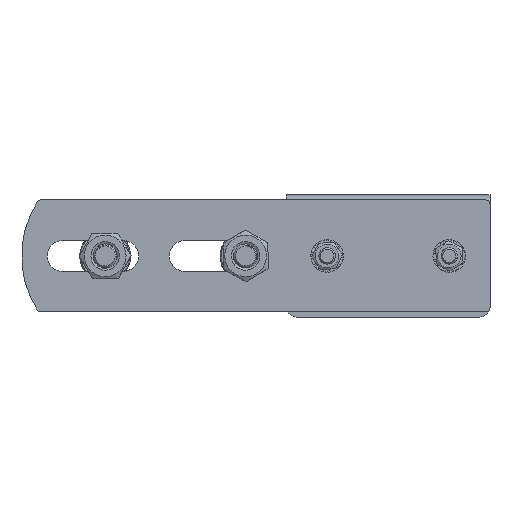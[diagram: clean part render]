
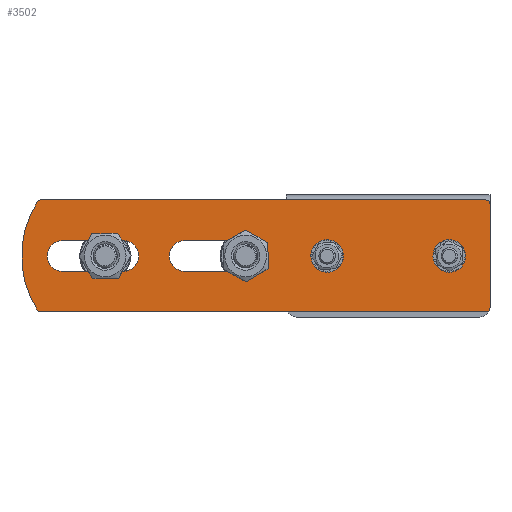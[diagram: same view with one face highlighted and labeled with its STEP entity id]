
A CAD part, top view. The second image highlights one B-rep face of the part: STEP entity #3502.
In plain terms, the highlighted planar face has unit normal (0, 0, 1).
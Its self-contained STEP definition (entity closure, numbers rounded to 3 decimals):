
#273=FACE_BOUND('',#610,.T.);
#274=FACE_BOUND('',#611,.T.);
#275=FACE_BOUND('',#612,.T.);
#276=FACE_BOUND('',#613,.T.);
#310=PLANE('',#4032);
#403=FACE_OUTER_BOUND('',#609,.T.);
#609=EDGE_LOOP('',(#2408,#2409,#2410,#2411,#2412,#2413,#2414,#2415));
#610=EDGE_LOOP('',(#2416,#2417,#2418,#2419));
#611=EDGE_LOOP('',(#2420));
#612=EDGE_LOOP('',(#2421));
#613=EDGE_LOOP('',(#2422,#2423,#2424,#2425));
#844=LINE('',#5607,#1073);
#853=LINE('',#5648,#1082);
#855=LINE('',#5656,#1084);
#856=LINE('',#5659,#1085);
#857=LINE('',#5663,#1086);
#858=LINE('',#5673,#1087);
#859=LINE('',#5676,#1088);
#1073=VECTOR('',#4478,10.);
#1082=VECTOR('',#4515,10.);
#1084=VECTOR('',#4525,10.);
#1085=VECTOR('',#4526,10.);
#1086=VECTOR('',#4529,10.);
#1087=VECTOR('',#4538,10.);
#1088=VECTOR('',#4541,10.);
#1298=CIRCLE('',#4015,2.);
#1310=CIRCLE('',#4030,2.);
#1311=CIRCLE('',#4033,2.);
#1312=CIRCLE('',#4034,50.);
#1313=CIRCLE('',#4035,2.);
#1314=CIRCLE('',#4036,7.5);
#1315=CIRCLE('',#4037,7.5);
#1316=CIRCLE('',#4038,6.);
#1317=CIRCLE('',#4039,6.);
#1318=CIRCLE('',#4040,7.5);
#1319=CIRCLE('',#4041,7.5);
#1508=VERTEX_POINT('',#5594);
#1509=VERTEX_POINT('',#5595);
#1513=VERTEX_POINT('',#5605);
#1529=VERTEX_POINT('',#5641);
#1530=VERTEX_POINT('',#5642);
#1531=VERTEX_POINT('',#5647);
#1532=VERTEX_POINT('',#5651);
#1533=VERTEX_POINT('',#5653);
#1534=VERTEX_POINT('',#5657);
#1535=VERTEX_POINT('',#5658);
#1536=VERTEX_POINT('',#5660);
#1537=VERTEX_POINT('',#5662);
#1538=VERTEX_POINT('',#5665);
#1539=VERTEX_POINT('',#5667);
#1540=VERTEX_POINT('',#5669);
#1541=VERTEX_POINT('',#5670);
#1542=VERTEX_POINT('',#5672);
#1543=VERTEX_POINT('',#5674);
#1855=EDGE_CURVE('',#1508,#1509,#1298,.T.);
#1861=EDGE_CURVE('',#1513,#1508,#844,.T.);
#1878=EDGE_CURVE('',#1529,#1530,#1310,.T.);
#1881=EDGE_CURVE('',#1530,#1531,#853,.T.);
#1883=EDGE_CURVE('',#1532,#1513,#1311,.T.);
#1884=EDGE_CURVE('',#1532,#1533,#1312,.T.);
#1885=EDGE_CURVE('',#1531,#1533,#1313,.T.);
#1886=EDGE_CURVE('',#1509,#1529,#855,.T.);
#1887=EDGE_CURVE('',#1534,#1535,#856,.T.);
#1888=EDGE_CURVE('',#1535,#1536,#1314,.T.);
#1889=EDGE_CURVE('',#1536,#1537,#857,.T.);
#1890=EDGE_CURVE('',#1537,#1534,#1315,.T.);
#1891=EDGE_CURVE('',#1538,#1538,#1316,.T.);
#1892=EDGE_CURVE('',#1539,#1539,#1317,.T.);
#1893=EDGE_CURVE('',#1540,#1541,#1318,.T.);
#1894=EDGE_CURVE('',#1541,#1542,#858,.T.);
#1895=EDGE_CURVE('',#1542,#1543,#1319,.T.);
#1896=EDGE_CURVE('',#1543,#1540,#859,.T.);
#2408=ORIENTED_EDGE('',*,*,#1855,.F.);
#2409=ORIENTED_EDGE('',*,*,#1861,.F.);
#2410=ORIENTED_EDGE('',*,*,#1883,.F.);
#2411=ORIENTED_EDGE('',*,*,#1884,.T.);
#2412=ORIENTED_EDGE('',*,*,#1885,.F.);
#2413=ORIENTED_EDGE('',*,*,#1881,.F.);
#2414=ORIENTED_EDGE('',*,*,#1878,.F.);
#2415=ORIENTED_EDGE('',*,*,#1886,.F.);
#2416=ORIENTED_EDGE('',*,*,#1887,.T.);
#2417=ORIENTED_EDGE('',*,*,#1888,.T.);
#2418=ORIENTED_EDGE('',*,*,#1889,.T.);
#2419=ORIENTED_EDGE('',*,*,#1890,.T.);
#2420=ORIENTED_EDGE('',*,*,#1891,.T.);
#2421=ORIENTED_EDGE('',*,*,#1892,.T.);
#2422=ORIENTED_EDGE('',*,*,#1893,.T.);
#2423=ORIENTED_EDGE('',*,*,#1894,.T.);
#2424=ORIENTED_EDGE('',*,*,#1895,.T.);
#2425=ORIENTED_EDGE('',*,*,#1896,.T.);
#3502=ADVANCED_FACE('',(#403,#273,#274,#275,#276),#310,.T.);
#4015=AXIS2_PLACEMENT_3D('',#5596,#4468,#4469);
#4030=AXIS2_PLACEMENT_3D('',#5643,#4509,#4510);
#4032=AXIS2_PLACEMENT_3D('',#5650,#4517,#4518);
#4033=AXIS2_PLACEMENT_3D('',#5652,#4519,#4520);
#4034=AXIS2_PLACEMENT_3D('',#5654,#4521,#4522);
#4035=AXIS2_PLACEMENT_3D('',#5655,#4523,#4524);
#4036=AXIS2_PLACEMENT_3D('',#5661,#4527,#4528);
#4037=AXIS2_PLACEMENT_3D('',#5664,#4530,#4531);
#4038=AXIS2_PLACEMENT_3D('',#5666,#4532,#4533);
#4039=AXIS2_PLACEMENT_3D('',#5668,#4534,#4535);
#4040=AXIS2_PLACEMENT_3D('',#5671,#4536,#4537);
#4041=AXIS2_PLACEMENT_3D('',#5675,#4539,#4540);
#4468=DIRECTION('center_axis',(0.,0.,-1.));
#4469=DIRECTION('ref_axis',(0.707,0.707,0.));
#4478=DIRECTION('',(1.,0.,0.));
#4509=DIRECTION('center_axis',(0.,0.,-1.));
#4510=DIRECTION('ref_axis',(0.707,-0.707,0.));
#4515=DIRECTION('',(-1.,0.,0.));
#4517=DIRECTION('center_axis',(0.,0.,1.));
#4518=DIRECTION('ref_axis',(1.,0.,0.));
#4519=DIRECTION('center_axis',(0.,0.,-1.));
#4520=DIRECTION('ref_axis',(-0.484,0.875,0.));
#4521=DIRECTION('center_axis',(0.,0.,1.));
#4522=DIRECTION('ref_axis',(-0.835,0.55,0.));
#4523=DIRECTION('center_axis',(0.,0.,-1.));
#4524=DIRECTION('ref_axis',(-0.484,-0.875,0.));
#4525=DIRECTION('',(0.,-1.,0.));
#4526=DIRECTION('',(-1.,0.,0.));
#4527=DIRECTION('center_axis',(0.,0.,-1.));
#4528=DIRECTION('ref_axis',(1.,0.,0.));
#4529=DIRECTION('',(1.,0.,0.));
#4530=DIRECTION('center_axis',(0.,0.,-1.));
#4531=DIRECTION('ref_axis',(1.,0.,0.));
#4532=DIRECTION('center_axis',(0.,0.,-1.));
#4533=DIRECTION('ref_axis',(-1.,0.,0.));
#4534=DIRECTION('center_axis',(0.,0.,-1.));
#4535=DIRECTION('ref_axis',(-1.,0.,0.));
#4536=DIRECTION('center_axis',(0.,0.,-1.));
#4537=DIRECTION('ref_axis',(1.,0.,0.));
#4538=DIRECTION('',(-1.,0.,0.));
#4539=DIRECTION('center_axis',(0.,0.,-1.));
#4540=DIRECTION('ref_axis',(1.,0.,0.));
#4541=DIRECTION('',(1.,0.,0.));
#5594=CARTESIAN_POINT('',(228.,55.,4.));
#5595=CARTESIAN_POINT('',(230.,53.,4.));
#5596=CARTESIAN_POINT('Origin',(228.,53.,4.));
#5605=CARTESIAN_POINT('',(9.334,55.,4.));
#5607=CARTESIAN_POINT('',(230.,55.,4.));
#5641=CARTESIAN_POINT('',(230.,2.,4.));
#5642=CARTESIAN_POINT('',(228.,0.,4.));
#5643=CARTESIAN_POINT('Origin',(228.,2.,4.));
#5647=CARTESIAN_POINT('',(9.334,0.,4.));
#5648=CARTESIAN_POINT('',(0.,0.,4.));
#5650=CARTESIAN_POINT('Origin',(180.,27.5,4.));
#5651=CARTESIAN_POINT('',(7.639,54.063,4.));
#5652=CARTESIAN_POINT('Origin',(9.334,53.,4.));
#5653=CARTESIAN_POINT('',(7.639,0.938,4.));
#5654=CARTESIAN_POINT('Origin',(50.,27.5,4.));
#5655=CARTESIAN_POINT('Origin',(9.334,2.,4.));
#5656=CARTESIAN_POINT('',(230.,0.,4.));
#5657=CARTESIAN_POINT('',(50.,20.,4.));
#5658=CARTESIAN_POINT('',(20.,20.,4.));
#5659=CARTESIAN_POINT('',(115.,20.,4.));
#5660=CARTESIAN_POINT('',(20.,35.,4.));
#5661=CARTESIAN_POINT('Origin',(20.,27.5,4.));
#5662=CARTESIAN_POINT('',(50.,35.,4.));
#5663=CARTESIAN_POINT('',(100.,35.,4.));
#5664=CARTESIAN_POINT('Origin',(50.,27.5,4.));
#5665=CARTESIAN_POINT('',(216.,27.5,4.));
#5666=CARTESIAN_POINT('Origin',(210.,27.5,4.));
#5667=CARTESIAN_POINT('',(156.,27.5,4.));
#5668=CARTESIAN_POINT('Origin',(150.,27.5,4.));
#5669=CARTESIAN_POINT('',(110.,35.,4.));
#5670=CARTESIAN_POINT('',(110.,20.,4.));
#5671=CARTESIAN_POINT('Origin',(110.,27.5,4.));
#5672=CARTESIAN_POINT('',(80.,20.,4.));
#5673=CARTESIAN_POINT('',(145.,20.,4.));
#5674=CARTESIAN_POINT('',(80.,35.,4.));
#5675=CARTESIAN_POINT('Origin',(80.,27.5,4.));
#5676=CARTESIAN_POINT('',(130.,35.,4.));
